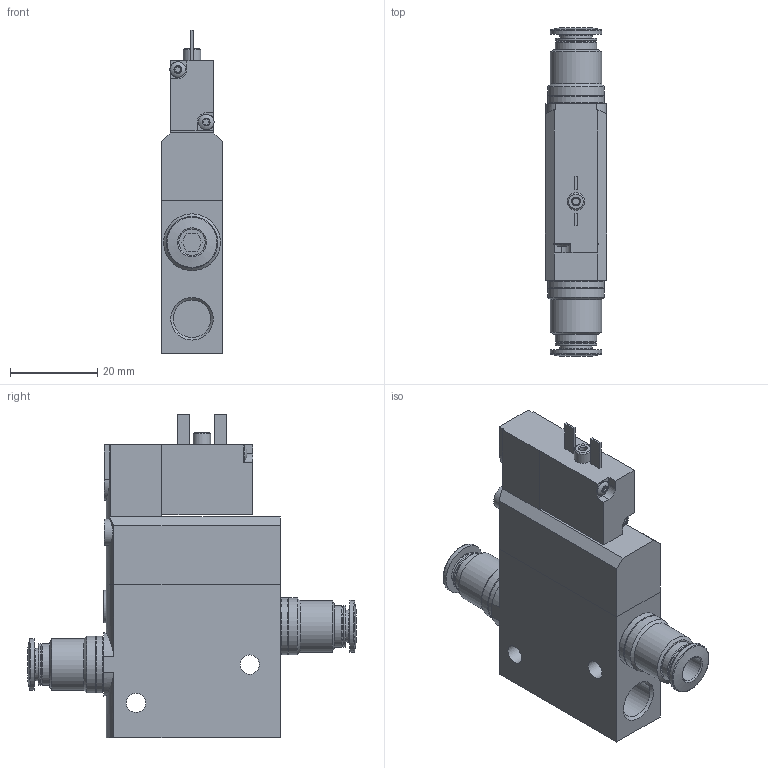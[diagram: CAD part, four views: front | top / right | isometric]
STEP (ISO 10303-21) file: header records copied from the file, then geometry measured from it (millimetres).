
FILE_DESCRIPTION(/* description */ ('STEP AP214'),/* implementation_level */ '2;1');
FILE_NAME(/* name */ '196891_CPE14-M1BH-3OL-QS-6',/* time_stamp */ '2024-08-06T17:46:22+02:00',/* author */ ('License CC BY-ND 4.0'),/* organization */ ('CADENAS'),/* preprocessor_version */ 'ST-DEVELOPER v19.3',/* originating_system */ 'PARTsolutions',/* authorisation */ ' ');
FILE_SCHEMA (('AUTOMOTIVE_DESIGN {1 0 10303 214 3 1 1}'));
Length unit declared in the file: millimetre
Products named in the file (4): 196891 CPE14-M1BH-3OL-QS-6; CPE14-...-3/2; 186107 QS-G1/8-6-I; CPE14-KMYZ9_M1BH
Assembly tree (4 placements, depth 2):
  196891 CPE14-M1BH-3OL-QS-6
    CPE14-...-3/2
    186107 QS-G1/8-6-I  x2
    CPE14-KMYZ9_M1BH
Bounding box: 14 x 75.2 x 74 mm (x, y, z)
Volume: 34146.5 mm3; surface area: 13610.6 mm2
Topology: 4 solids, 4 shells, 224 faces, 516 edges, 327 vertices
Faces by surface type: plane 98, cylinder 82, cone 36, torus 8
Full cylindrical faces by diameter (mm): 1.567 x1, 2 x1, 2.459 x2, 2.5 x1, 3.6 x2, 4 x1, 4.4 x2, 4.55 x1, 6 x3, 7.4 x2, 8.566 x3, 9.5 x4, 9.728 x2, 11.8 x4, 12.4 x4, 13 x4
Entity records: 5220 total; most frequent: CARTESIAN_POINT 988, DIRECTION 793, ORIENTED_EDGE 708, EDGE_CURVE 354, AXIS2_PLACEMENT_3D 312, VERTEX_POINT 252, EDGE_LOOP 248, FACE_BOUND 248
